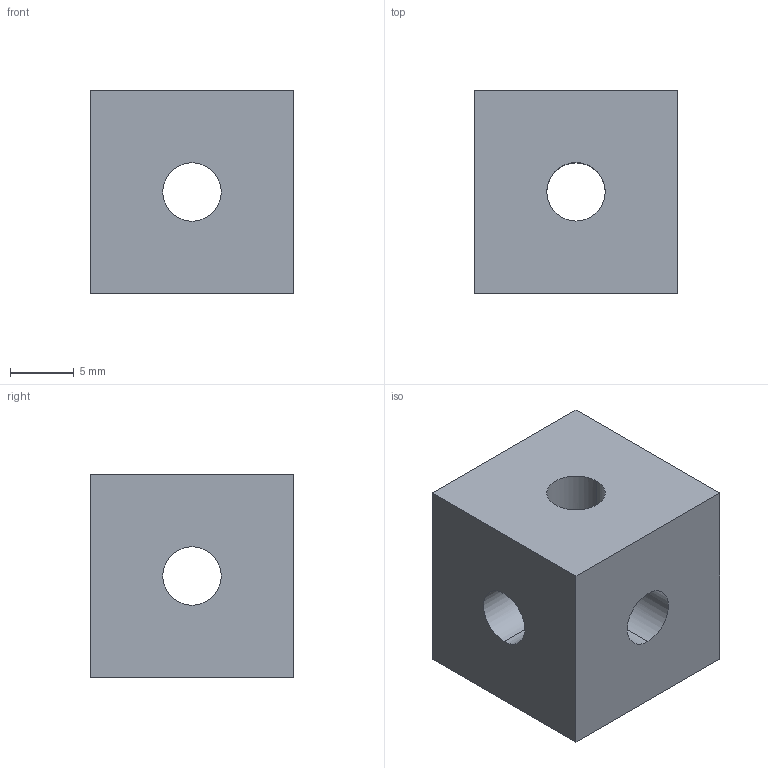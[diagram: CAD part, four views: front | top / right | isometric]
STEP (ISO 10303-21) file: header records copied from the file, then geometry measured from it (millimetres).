
FILE_DESCRIPTION (( 'STEP AP203' ), '1' );
FILE_NAME ('13-018749.step', '2022-03-07T11:58:04', ( '' ), ( '' ), 'SwSTEP 2.0', 'SolidWorks 2021', '' );
FILE_SCHEMA (( 'CONFIG_CONTROL_DESIGN' ));
Length unit declared in the file: millimetre
Products named in the file (1): 13-018749
Bounding box: 16 x 16 x 16 mm (x, y, z)
Volume: 3435.9 mm3; surface area: 1950.4 mm2
Topology: 1 solids, 1 shells, 18 faces, 56 edges, 36 vertices
Faces by surface type: cylinder 12, plane 6
Entity records: 717 total; most frequent: CARTESIAN_POINT 171, ORIENTED_EDGE 112, DIRECTION 86, EDGE_CURVE 56, VERTEX_POINT 36, AXIS2_PLACEMENT_3D 31, VECTOR 24, EDGE_LOOP 24
